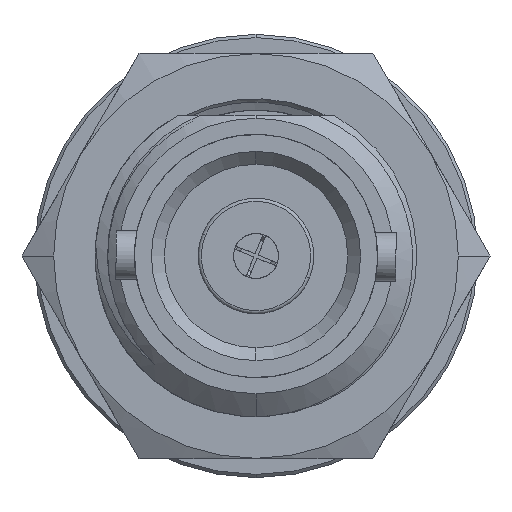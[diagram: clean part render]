
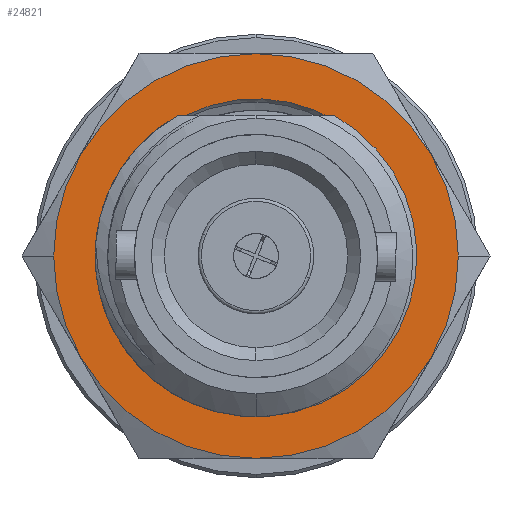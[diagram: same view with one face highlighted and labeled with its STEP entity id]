
A CAD part, left-side view. The second image highlights one B-rep face of the part: STEP entity #24821.
In plain terms, the highlighted planar face has unit normal (-1, 0, 0).
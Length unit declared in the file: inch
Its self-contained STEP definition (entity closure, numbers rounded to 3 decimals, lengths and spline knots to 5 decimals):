
#88 = DIRECTION ( 'NONE',  ( -1., 0., 0. ) ) ;
#542 = VERTEX_POINT ( 'NONE', #6911 ) ;
#720 = DIRECTION ( 'NONE',  ( 0., 0., 1. ) ) ;
#2007 = AXIS2_PLACEMENT_3D ( 'NONE', #13467, #5270, #720 ) ;
#2294 = CIRCLE ( 'NONE', #6570, 0.24436 ) ;
#2533 = ORIENTED_EDGE ( 'NONE', *, *, #29031, .F. ) ;
#2823 = AXIS2_PLACEMENT_3D ( 'NONE', #14773, #22330, #32550 ) ;
#3225 = CIRCLE ( 'NONE', #25707, 0.31447 ) ;
#3382 = ORIENTED_EDGE ( 'NONE', *, *, #20368, .T. ) ;
#3776 = CARTESIAN_POINT ( 'NONE',  ( 0.49031, -0.23483, 0.06757 ) ) ;
#5270 = DIRECTION ( 'NONE',  ( 1., 0., 0. ) ) ;
#5306 = DIRECTION ( 'NONE',  ( -1., 0., 0. ) ) ;
#5436 = CARTESIAN_POINT ( 'NONE',  ( 0.49031, -0.1171, -0.22088 ) ) ;
#5675 = CARTESIAN_POINT ( 'NONE',  ( 0.49031, -0.23899, -0.07339 ) ) ;
#6570 = AXIS2_PLACEMENT_3D ( 'NONE', #18576, #26295, #31479 ) ;
#6911 = CARTESIAN_POINT ( 'NONE',  ( 0.49031, 0., 0.31447 ) ) ;
#7069 = CARTESIAN_POINT ( 'NONE',  ( 0.49031, -0.23483, 0.06757 ) ) ;
#7552 = VERTEX_POINT ( 'NONE', #30699 ) ;
#7972 = CARTESIAN_POINT ( 'NONE',  ( 0.49031, -0.3125, -0.36094 ) ) ;
#9116 = CARTESIAN_POINT ( 'NONE',  ( 0.49031, 0.02104, -0.24345 ) ) ;
#9403 = CARTESIAN_POINT ( 'NONE',  ( 0.49031, -0.24699, -0.0263 ) ) ;
#9858 = B_SPLINE_CURVE_WITH_KNOTS ( 'NONE', 3,
 ( #7069, #28040, #25182, #17304, #15290, #32391, #9403, #27365, #22680, #29882 ),
 .UNSPECIFIED., .F., .F.,
 ( 4, 2, 2, 2, 4 ),
 ( 0.00324, 0.00415, 0.00506, 0.00597, 0.00687 ),
 .UNSPECIFIED. ) ;
#9986 = FACE_OUTER_BOUND ( 'NONE', #28640, .T. ) ;
#10290 = CARTESIAN_POINT ( 'NONE',  ( 0.49031, -0.10636, -0.22603 ) ) ;
#11945 = VERTEX_POINT ( 'NONE', #25159 ) ;
#13467 = CARTESIAN_POINT ( 'NONE',  ( 0.49031, 0., 0. ) ) ;
#13993 = DIRECTION ( 'NONE',  ( -1., 0., 0. ) ) ;
#14089 = VERTEX_POINT ( 'NONE', #5675 ) ;
#14351 = VERTEX_POINT ( 'NONE', #29344 ) ;
#14773 = CARTESIAN_POINT ( 'NONE',  ( 0.49031, 0., 0. ) ) ;
#15123 = B_SPLINE_CURVE_WITH_KNOTS ( 'NONE', 3,
 ( #5436, #10290, #15666, #25893, #21684, #21518, #26544, #19311 ),
 .UNSPECIFIED., .F., .F.,
 ( 4, 2, 2, 4 ),
 ( 0., 0.0009, 0.0018, 0.00361 ),
 .UNSPECIFIED. ) ;
#15290 = CARTESIAN_POINT ( 'NONE',  ( 0.49031, -0.24684, 0.00944 ) ) ;
#15666 = CARTESIAN_POINT ( 'NONE',  ( 0.49031, -0.09534, -0.23037 ) ) ;
#16182 = DIRECTION ( 'NONE',  ( 0., 0., 1. ) ) ;
#17304 = CARTESIAN_POINT ( 'NONE',  ( 0.49031, -0.24565, 0.02121 ) ) ;
#17698 = DIRECTION ( 'NONE',  ( 0., 0., 1. ) ) ;
#17989 = AXIS2_PLACEMENT_3D ( 'NONE', #7972, #5306, #30450 ) ;
#18576 = CARTESIAN_POINT ( 'NONE',  ( 0.49031, 0., 0. ) ) ;
#18709 = EDGE_CURVE ( 'NONE', #14089, #14351, #30927, .T. ) ;
#19311 = CARTESIAN_POINT ( 'NONE',  ( 0.49031, 0.02104, -0.24345 ) ) ;
#19532 = AXIS2_PLACEMENT_3D ( 'NONE', #20543, #88, #17698 ) ;
#19718 = ORIENTED_EDGE ( 'NONE', *, *, #28498, .T. ) ;
#20226 = PLANE ( 'NONE',  #17989 ) ;
#20368 = EDGE_CURVE ( 'NONE', #542, #7552, #29699, .T. ) ;
#20543 = CARTESIAN_POINT ( 'NONE',  ( 0.49031, 0., 0. ) ) ;
#21442 = VERTEX_POINT ( 'NONE', #9116 ) ;
#21518 = CARTESIAN_POINT ( 'NONE',  ( 0.49031, -0.02612, -0.24592 ) ) ;
#21549 = CARTESIAN_POINT ( 'NONE',  ( 0.49031, 0., 0. ) ) ;
#21578 = ORIENTED_EDGE ( 'NONE', *, *, #27095, .F. ) ;
#21684 = CARTESIAN_POINT ( 'NONE',  ( 0.49031, -0.06111, -0.24023 ) ) ;
#21704 = ORIENTED_EDGE ( 'NONE', *, *, #22254, .T. ) ;
#22254 = EDGE_CURVE ( 'NONE', #27642, #14089, #9858, .T. ) ;
#22330 = DIRECTION ( 'NONE',  ( -1., 0., 0. ) ) ;
#22680 = CARTESIAN_POINT ( 'NONE',  ( 0.49031, -0.24204, -0.06179 ) ) ;
#23384 = EDGE_LOOP ( 'NONE', ( #2533, #21704, #31053, #19718, #21578 ) ) ;
#24821 = ADVANCED_FACE ( 'NONE', ( #25252, #9986 ), #20226, .T. ) ;
#25159 = CARTESIAN_POINT ( 'NONE',  ( 0.49031, 0., 0.24436 ) ) ;
#25182 = CARTESIAN_POINT ( 'NONE',  ( 0.49031, -0.24154, 0.04458 ) ) ;
#25252 = FACE_BOUND ( 'NONE', #23384, .T. ) ;
#25300 = CIRCLE ( 'NONE', #2823, 0.24436 ) ;
#25707 = AXIS2_PLACEMENT_3D ( 'NONE', #21549, #13993, #16182 ) ;
#25893 = CARTESIAN_POINT ( 'NONE',  ( 0.49031, -0.07275, -0.23747 ) ) ;
#26295 = DIRECTION ( 'NONE',  ( -1., 0., 0. ) ) ;
#26544 = CARTESIAN_POINT ( 'NONE',  ( 0.49031, -0.00262, -0.24644 ) ) ;
#27095 = EDGE_CURVE ( 'NONE', #11945, #21442, #25300, .T. ) ;
#27365 = CARTESIAN_POINT ( 'NONE',  ( 0.49031, -0.24425, -0.05005 ) ) ;
#27642 = VERTEX_POINT ( 'NONE', #3776 ) ;
#28040 = CARTESIAN_POINT ( 'NONE',  ( 0.49031, -0.23859, 0.05627 ) ) ;
#28498 = EDGE_CURVE ( 'NONE', #14351, #21442, #15123, .T. ) ;
#28640 = EDGE_LOOP ( 'NONE', ( #28676, #3382 ) ) ;
#28676 = ORIENTED_EDGE ( 'NONE', *, *, #33067, .T. ) ;
#29031 = EDGE_CURVE ( 'NONE', #27642, #11945, #2294, .T. ) ;
#29344 = CARTESIAN_POINT ( 'NONE',  ( 0.49031, -0.1171, -0.22088 ) ) ;
#29699 = CIRCLE ( 'NONE', #19532, 0.31447 ) ;
#29882 = CARTESIAN_POINT ( 'NONE',  ( 0.49031, -0.23899, -0.07339 ) ) ;
#30450 = DIRECTION ( 'NONE',  ( 0., 0., 1. ) ) ;
#30699 = CARTESIAN_POINT ( 'NONE',  ( 0.49031, 0., -0.31447 ) ) ;
#30927 = CIRCLE ( 'NONE', #2007, 0.25 ) ;
#31053 = ORIENTED_EDGE ( 'NONE', *, *, #18709, .T. ) ;
#31479 = DIRECTION ( 'NONE',  ( 0., 0., 1. ) ) ;
#32391 = CARTESIAN_POINT ( 'NONE',  ( 0.49031, -0.2475, -0.01428 ) ) ;
#32550 = DIRECTION ( 'NONE',  ( 0., 0., 1. ) ) ;
#33067 = EDGE_CURVE ( 'NONE', #7552, #542, #3225, .T. ) ;
